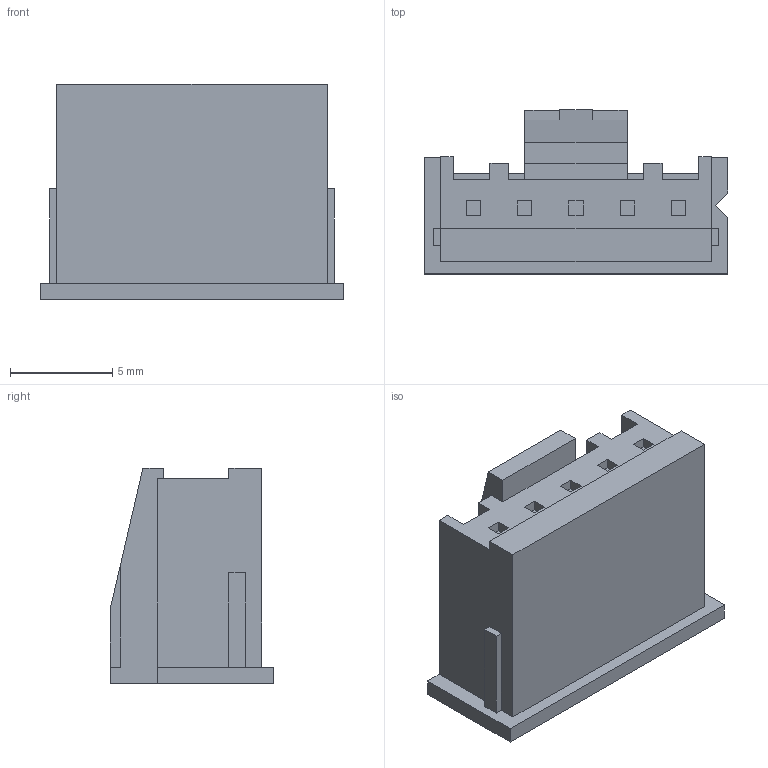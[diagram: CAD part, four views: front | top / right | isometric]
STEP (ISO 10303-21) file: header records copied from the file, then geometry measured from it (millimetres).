
FILE_DESCRIPTION (( 'STEP AP214' ), '1' );
FILE_NAME ('XARP-05V.STEP', '2012-04-09T07:05:46', ( 'root' ), ( 'Hewlett-Packard Company' ), 'SwSTEP 2.0', 'SolidWorks 2009', '' );
FILE_SCHEMA (( 'AUTOMOTIVE_DESIGN' ));
Length unit declared in the file: millimetre
Products named in the file (1): XARP-05V
Bounding box: 14.8 x 8 x 10.5 mm (x, y, z)
Volume: 676.1 mm3; surface area: 768.8 mm2
Topology: 1 solids, 1 shells, 104 faces, 274 edges, 182 vertices
Faces by surface type: plane 104
Entity records: 4320 total; most frequent: CARTESIAN_POINT 561, ORIENTED_EDGE 548, DIRECTION 484, EDGE_CURVE 274, VECTOR 274, LINE 274, VERTEX_POINT 182, EDGE_LOOP 114
